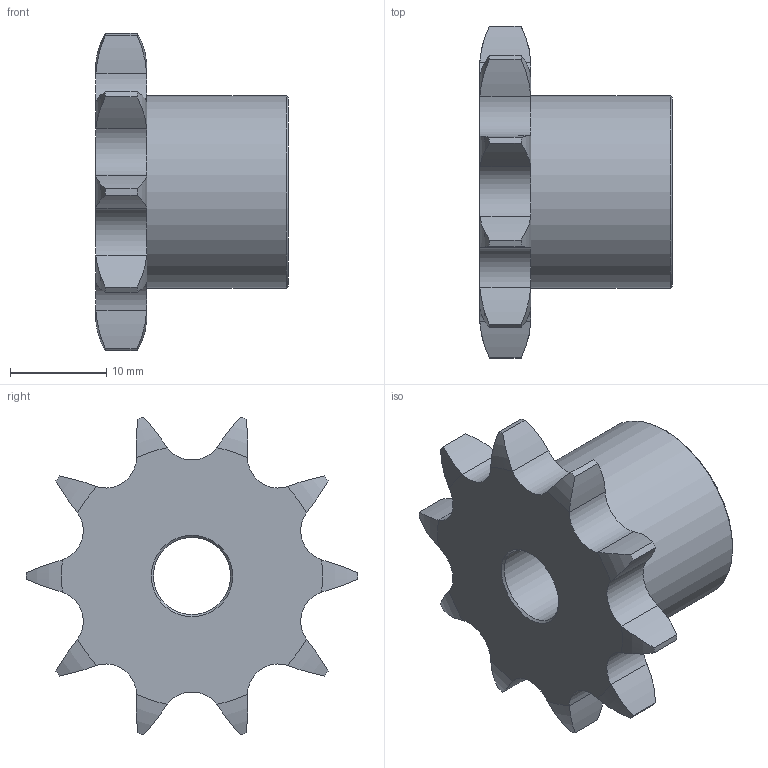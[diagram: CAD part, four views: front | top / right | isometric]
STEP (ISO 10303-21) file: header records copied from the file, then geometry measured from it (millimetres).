
FILE_DESCRIPTION(/* description */ ('STEP AP203'),/* implementation_level */ '2;1');
FILE_NAME(/* name */ 'michaud_chailly_A1-01-06-10',/* time_stamp */ '2023-11-28T21:20:10+01:00',/* author */ ('License CC BY-ND 4.0'),/* organization */ ('CADENAS'),/* preprocessor_version */ 'ST-DEVELOPER v19.3',/* originating_system */ 'PARTsolutions',/* authorisation */ ' ');
FILE_SCHEMA (('CONFIG_CONTROL_DESIGN'));
Length unit declared in the file: millimetre
Products named in the file (1): michaud_chailly_A1-01-06-10
Bounding box: 20 x 34.5 x 33.01 mm (x, y, z)
Volume: 6763.5 mm3; surface area: 3223.6 mm2
Topology: 1 solids, 1 shells, 68 faces, 192 edges, 127 vertices
Faces by surface type: cylinder 42, torus 20, plane 3, cone 3
Full cylindrical faces by diameter (mm): 8 x1, 20 x1
Entity records: 2308 total; most frequent: CARTESIAN_POINT 623, ORIENTED_EDGE 374, DIRECTION 312, EDGE_CURVE 187, AXIS2_PLACEMENT_3D 136, VERTEX_POINT 127, B_SPLINE_CURVE_WITH_KNOTS 80, EDGE_LOOP 76
